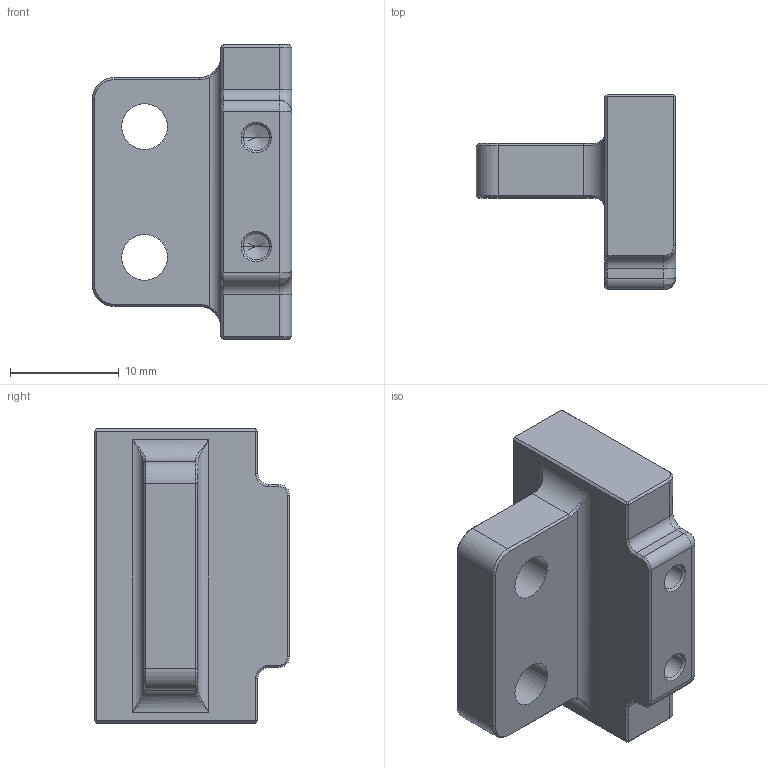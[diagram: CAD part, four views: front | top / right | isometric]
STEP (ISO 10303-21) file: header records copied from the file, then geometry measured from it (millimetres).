
FILE_DESCRIPTION((''),'2;1');
FILE_NAME('01_G1_WS_JOINT_B','2025-11-04T15:24:29',('LENOVO'),(''),'CREO PARAMETRIC BY PTC INC, 2025102','CREO PARAMETRIC BY PTC INC, 2025102','');
FILE_SCHEMA(('AP242_MANAGED_MODEL_BASED_3D_ENGINEERING_MIM_LF { 1 0 10303 442 1 1 4 }'));
Length unit declared in the file: millimetre
Products named in the file (1): 01_G1_WS_JOINT_B
Bounding box: 18.3 x 17.9 x 27 mm (x, y, z)
Volume: 4007.9 mm3; surface area: 2144.9 mm2
Topology: 1 solids, 1 shells, 95 faces, 222 edges, 124 vertices
Faces by surface type: plane 38, cone 26, cylinder 23, bspline 6, torus 2
Entity records: 4416 total; most frequent: CARTESIAN_POINT 829, DIRECTION 442, ORIENTED_EDGE 428, PRESENTATION_STYLE_ASSIGNMENT 310, STYLED_ITEM 252, CURVE_STYLE 214, EDGE_CURVE 214, AXIS2_PLACEMENT_3D 151
